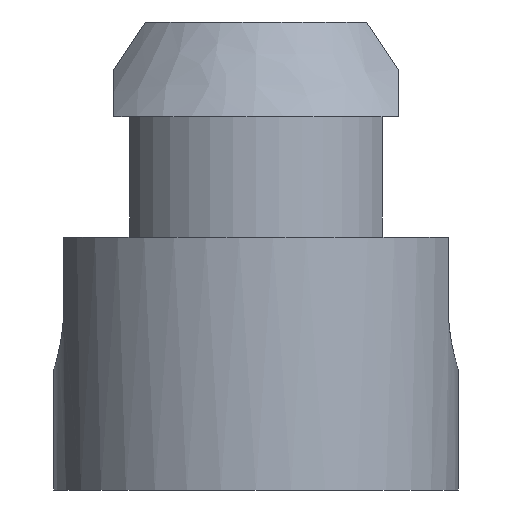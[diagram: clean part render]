
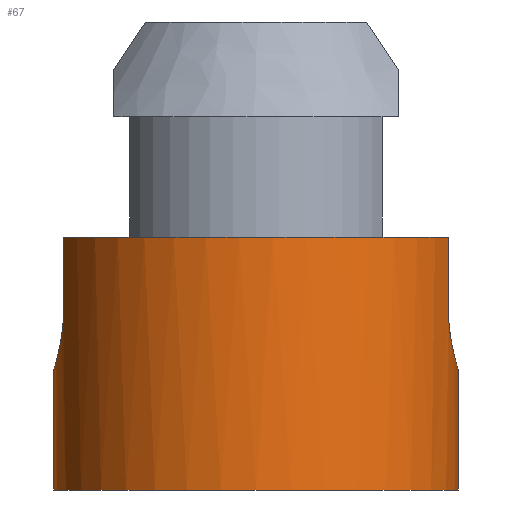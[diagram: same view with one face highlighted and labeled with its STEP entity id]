
A CAD part, left-side view. The second image highlights one B-rep face of the part: STEP entity #67.
In plain terms, the highlighted cylindrical face has radius 3.2 mm (diameter 6.4 mm), a full revolution.
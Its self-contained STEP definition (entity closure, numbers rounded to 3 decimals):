
#67 = ADVANCED_FACE( '', ( #141, #142 ), #143, .T. );
#141 = FACE_OUTER_BOUND( '', #259, .T. );
#142 = FACE_OUTER_BOUND( '', #260, .T. );
#143 = CYLINDRICAL_SURFACE( '', #261, 3.2 );
#259 = EDGE_LOOP( '', ( #439 ) );
#260 = EDGE_LOOP( '', ( #440, #441, #442, #443, #444, #445, #446, #447 ) );
#261 = AXIS2_PLACEMENT_3D( '', #448, #449, #450 );
#439 = ORIENTED_EDGE( '', *, *, #575, .F. );
#440 = ORIENTED_EDGE( '', *, *, #600, .F. );
#441 = ORIENTED_EDGE( '', *, *, #577, .T. );
#442 = ORIENTED_EDGE( '', *, *, #555, .F. );
#443 = ORIENTED_EDGE( '', *, *, #611, .F. );
#444 = ORIENTED_EDGE( '', *, *, #570, .F. );
#445 = ORIENTED_EDGE( '', *, *, #612, .T. );
#446 = ORIENTED_EDGE( '', *, *, #606, .F. );
#447 = ORIENTED_EDGE( '', *, *, #582, .F. );
#448 = CARTESIAN_POINT( '', ( 0., 0., -4. ) );
#449 = DIRECTION( '', ( 0., 0., -1. ) );
#450 = DIRECTION( '', ( 1., 0., 0. ) );
#555 = EDGE_CURVE( '', #644, #646, #647, .T. );
#570 = EDGE_CURVE( '', #671, #673, #674, .F. );
#575 = EDGE_CURVE( '', #681, #681, #682, .T. );
#577 = EDGE_CURVE( '', #684, #646, #685, .T. );
#582 = EDGE_CURVE( '', #690, #693, #694, .T. );
#600 = EDGE_CURVE( '', #684, #690, #722, .F. );
#606 = EDGE_CURVE( '', #693, #730, #731, .T. );
#611 = EDGE_CURVE( '', #673, #644, #738, .T. );
#612 = EDGE_CURVE( '', #671, #730, #739, .T. );
#644 = VERTEX_POINT( '', #775 );
#646 = VERTEX_POINT( '', #778 );
#647 = LINE( '', #779, #780 );
#671 = VERTEX_POINT( '', #831 );
#673 = VERTEX_POINT( '', #834 );
#674 = LINE( '', #835, #836 );
#681 = VERTEX_POINT( '', #845 );
#682 = CIRCLE( '', #846, 3.2 );
#684 = VERTEX_POINT( '', #848 );
#685 = CIRCLE( '', #849, 3.2 );
#690 = VERTEX_POINT( '', #855 );
#693 = VERTEX_POINT( '', #859 );
#694 = B_SPLINE_CURVE_WITH_KNOTS( '', 3, ( #860, #861, #862, #863, #864, #865, #866, #867, #868, #869, #870, #871, #872, #873, #874, #875 ), .UNSPECIFIED., .F., .F., ( 4, 2, 2, 2, 2, 2, 2, 4 ), ( 0., 0., 0.001, 0.001, 0.002, 0.002, 0.002, 0.003 ), .UNSPECIFIED. );
#722 = LINE( '', #958, #959 );
#730 = VERTEX_POINT( '', #971 );
#731 = LINE( '', #972, #973 );
#738 = B_SPLINE_CURVE_WITH_KNOTS( '', 3, ( #983, #984, #985, #986, #987, #988, #989, #990, #991, #992, #993, #994, #995, #996, #997, #998 ), .UNSPECIFIED., .F., .F., ( 4, 2, 2, 2, 2, 2, 2, 4 ), ( 0., 0., 0.001, 0.001, 0.002, 0.002, 0.002, 0.003 ), .UNSPECIFIED. );
#739 = CIRCLE( '', #999, 3.2 );
#775 = CARTESIAN_POINT( '', ( -1., 3.04, -1.1 ) );
#778 = CARTESIAN_POINT( '', ( -1., 3.04, 0. ) );
#779 = CARTESIAN_POINT( '', ( -1., 3.04, -4. ) );
#780 = VECTOR( '', #1070, 1000. );
#831 = CARTESIAN_POINT( '', ( 1., 3.04, 0. ) );
#834 = CARTESIAN_POINT( '', ( 1., 3.04, -1.1 ) );
#835 = CARTESIAN_POINT( '', ( 1., 3.04, -4. ) );
#836 = VECTOR( '', #1083, 1000. );
#845 = CARTESIAN_POINT( '', ( 3.2, 0., -4. ) );
#846 = AXIS2_PLACEMENT_3D( '', #1089, #1090, #1091 );
#848 = CARTESIAN_POINT( '', ( -1., -3.04, 0. ) );
#849 = AXIS2_PLACEMENT_3D( '', #1092, #1093, #1094 );
#855 = CARTESIAN_POINT( '', ( -1., -3.04, -1.1 ) );
#859 = CARTESIAN_POINT( '', ( 1., -3.04, -1.1 ) );
#860 = CARTESIAN_POINT( '', ( -1., -3.04, -1.1 ) );
#861 = CARTESIAN_POINT( '', ( -1., -3.04, -1.233 ) );
#862 = CARTESIAN_POINT( '', ( -0.974, -3.049, -1.363 ) );
#863 = CARTESIAN_POINT( '', ( -0.873, -3.079, -1.605 ) );
#864 = CARTESIAN_POINT( '', ( -0.799, -3.1, -1.715 ) );
#865 = CARTESIAN_POINT( '', ( -0.616, -3.142, -1.899 ) );
#866 = CARTESIAN_POINT( '', ( -0.505, -3.162, -1.973 ) );
#867 = CARTESIAN_POINT( '', ( -0.264, -3.191, -2.073 ) );
#868 = CARTESIAN_POINT( '', ( -0.132, -3.2, -2.1 ) );
#869 = CARTESIAN_POINT( '', ( 0.13, -3.2, -2.1 ) );
#870 = CARTESIAN_POINT( '', ( 0.262, -3.192, -2.074 ) );
#871 = CARTESIAN_POINT( '', ( 0.505, -3.162, -1.973 ) );
#872 = CARTESIAN_POINT( '', ( 0.615, -3.142, -1.899 ) );
#873 = CARTESIAN_POINT( '', ( 0.891, -3.079, -1.623 ) );
#874 = CARTESIAN_POINT( '', ( 1., -3.04, -1.366 ) );
#875 = CARTESIAN_POINT( '', ( 1., -3.04, -1.1 ) );
#958 = CARTESIAN_POINT( '', ( -1., -3.04, -4. ) );
#959 = VECTOR( '', #1109, 1000. );
#971 = CARTESIAN_POINT( '', ( 1., -3.04, 0. ) );
#972 = CARTESIAN_POINT( '', ( 1., -3.04, -4. ) );
#973 = VECTOR( '', #1114, 1000. );
#983 = CARTESIAN_POINT( '', ( 1., 3.04, -1.1 ) );
#984 = CARTESIAN_POINT( '', ( 1., 3.04, -1.233 ) );
#985 = CARTESIAN_POINT( '', ( 0.974, 3.049, -1.363 ) );
#986 = CARTESIAN_POINT( '', ( 0.873, 3.079, -1.605 ) );
#987 = CARTESIAN_POINT( '', ( 0.799, 3.1, -1.715 ) );
#988 = CARTESIAN_POINT( '', ( 0.616, 3.142, -1.899 ) );
#989 = CARTESIAN_POINT( '', ( 0.505, 3.162, -1.973 ) );
#990 = CARTESIAN_POINT( '', ( 0.264, 3.191, -2.073 ) );
#991 = CARTESIAN_POINT( '', ( 0.132, 3.2, -2.1 ) );
#992 = CARTESIAN_POINT( '', ( -0.13, 3.2, -2.1 ) );
#993 = CARTESIAN_POINT( '', ( -0.262, 3.192, -2.074 ) );
#994 = CARTESIAN_POINT( '', ( -0.505, 3.162, -1.973 ) );
#995 = CARTESIAN_POINT( '', ( -0.615, 3.142, -1.899 ) );
#996 = CARTESIAN_POINT( '', ( -0.891, 3.079, -1.623 ) );
#997 = CARTESIAN_POINT( '', ( -1., 3.04, -1.366 ) );
#998 = CARTESIAN_POINT( '', ( -1., 3.04, -1.1 ) );
#999 = AXIS2_PLACEMENT_3D( '', #1118, #1119, #1120 );
#1070 = DIRECTION( '', ( 0., 0., 1. ) );
#1083 = DIRECTION( '', ( 0., 0., 1. ) );
#1089 = CARTESIAN_POINT( '', ( 0., 0., -4. ) );
#1090 = DIRECTION( '', ( 0., 0., -1. ) );
#1091 = DIRECTION( '', ( 1., 0., 0. ) );
#1092 = CARTESIAN_POINT( '', ( 0., 0., 0. ) );
#1093 = DIRECTION( '', ( 0., 0., -1. ) );
#1094 = DIRECTION( '', ( 1., 0., 0. ) );
#1109 = DIRECTION( '', ( 0., 0., 1. ) );
#1114 = DIRECTION( '', ( 0., 0., 1. ) );
#1118 = CARTESIAN_POINT( '', ( 0., 0., 0. ) );
#1119 = DIRECTION( '', ( 0., 0., -1. ) );
#1120 = DIRECTION( '', ( 1., 0., 0. ) );
